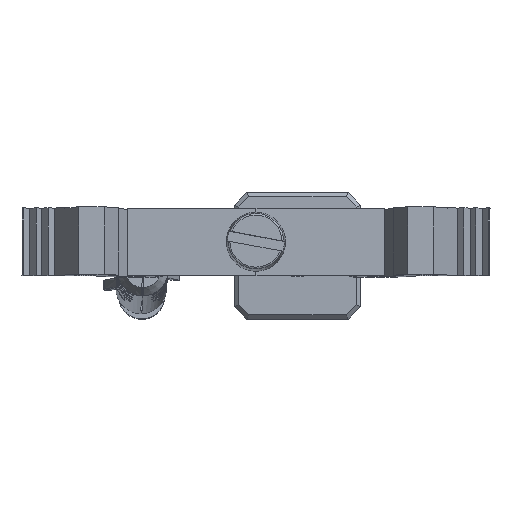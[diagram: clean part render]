
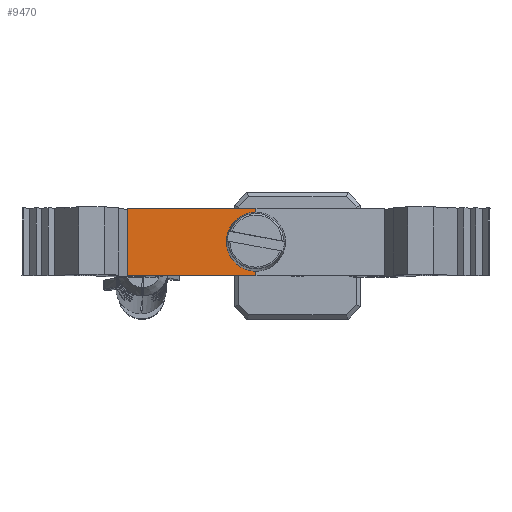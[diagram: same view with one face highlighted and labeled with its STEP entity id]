
A CAD part, front view. The second image highlights one B-rep face of the part: STEP entity #9470.
In plain terms, the highlighted face is planar.
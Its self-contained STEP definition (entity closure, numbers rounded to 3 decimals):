
#1131 = CARTESIAN_POINT ( 'NONE',  ( 0., 0., -2. ) ) ;
#1153 = CARTESIAN_POINT ( 'NONE',  ( -15.241, -0.005, -4. ) ) ;
#1204 = CARTESIAN_POINT ( 'NONE',  ( 0.006, 0., -2. ) ) ;
#1337 = LINE ( 'NONE', #21290, #9436 ) ;
#1575 = VERTEX_POINT ( 'NONE', #17679 ) ;
#1695 = LINE ( 'NONE', #5584, #8490 ) ;
#1865 = DIRECTION ( 'NONE',  ( 0., 1., 0. ) ) ;
#2966 = EDGE_CURVE ( 'NONE', #1575, #15980, #14475, .T. ) ;
#3637 = CARTESIAN_POINT ( 'NONE',  ( 0.009, 0., 4. ) ) ;
#4556 = CARTESIAN_POINT ( 'NONE',  ( -4., -0.001, -2. ) ) ;
#5567 = CARTESIAN_POINT ( 'NONE',  ( 0.003, 0., -2. ) ) ;
#5584 = CARTESIAN_POINT ( 'NONE',  ( 0.009, 0., 4. ) ) ;
#7957 = ORIENTED_EDGE ( 'NONE', *, *, #24636, .T. ) ;
#7975 = PLANE ( 'NONE',  #23988 ) ;
#8108 = DIRECTION ( 'NONE',  ( 0., 0., -1. ) ) ;
#8490 = VECTOR ( 'NONE', #18348, 1000. ) ;
#8597 = EDGE_CURVE ( 'NONE', #19745, #25353, #13578, .T. ) ;
#8828 = CARTESIAN_POINT ( 'NONE',  ( 0., 0., 2. ) ) ;
#8871 = VECTOR ( 'NONE', #24594, 1000. ) ;
#9436 = VECTOR ( 'NONE', #12718, 1000. ) ;
#9470 = ADVANCED_FACE ( 'NONE', ( #20901 ), #7975, .F. ) ;
#9993 = CARTESIAN_POINT ( 'NONE',  ( 0.006, 0., 2. ) ) ;
#10983 = CARTESIAN_POINT ( 'NONE',  ( -4., -0.001, 2. ) ) ;
#11106 = CARTESIAN_POINT ( 'NONE',  ( 0.009, 0., 4. ) ) ;
#11529 = VERTEX_POINT ( 'NONE', #13757 ) ;
#12240 = EDGE_CURVE ( 'NONE', #11529, #26415, #15360, .T. ) ;
#12268 = CARTESIAN_POINT ( 'NONE',  ( 0.003, 0., 2. ) ) ;
#12319 = ORIENTED_EDGE ( 'NONE', *, *, #22723, .F. ) ;
#12361 = CARTESIAN_POINT ( 'NONE',  ( 0.009, 0., 2. ) ) ;
#12653 = CARTESIAN_POINT ( 'NONE',  ( 0.009, 0., 4. ) ) ;
#12718 = DIRECTION ( 'NONE',  ( 1., 0., 0. ) ) ;
#13286 =( BOUNDED_CURVE ( )  B_SPLINE_CURVE ( 3, ( #25943, #4556, #10983, #8828 ),
 .UNSPECIFIED., .F., .F. ) 
 B_SPLINE_CURVE_WITH_KNOTS ( ( 4, 4 ),
 ( 1.571, 4.712 ),
 .UNSPECIFIED. ) 
 CURVE ( )  GEOMETRIC_REPRESENTATION_ITEM ( )  RATIONAL_B_SPLINE_CURVE ( ( 1., 0.333, 0.333, 1. ) ) 
 REPRESENTATION_ITEM ( '' )  );
#13578 = LINE ( 'NONE', #11106, #20611 ) ;
#13757 = CARTESIAN_POINT ( 'NONE',  ( 0.009, 0., -2. ) ) ;
#14475 =( BOUNDED_CURVE ( )  B_SPLINE_CURVE ( 3, ( #18729, #12268, #9993, #12361 ),
 .UNSPECIFIED., .F., .F. ) 
 B_SPLINE_CURVE_WITH_KNOTS ( ( 4, 4 ),
 ( 4.712, 4.717 ),
 .UNSPECIFIED. ) 
 CURVE ( )  GEOMETRIC_REPRESENTATION_ITEM ( )  RATIONAL_B_SPLINE_CURVE ( ( 1., 1., 1., 1. ) ) 
 REPRESENTATION_ITEM ( '' )  );
#14559 = LINE ( 'NONE', #19586, #8871 ) ;
#15127 = DIRECTION ( 'NONE',  ( 1., 0., 0. ) ) ;
#15295 = CARTESIAN_POINT ( 'NONE',  ( 0.009, 0., 2. ) ) ;
#15311 = EDGE_CURVE ( 'NONE', #11529, #26151, #21018, .T. ) ;
#15360 = LINE ( 'NONE', #3637, #20380 ) ;
#15980 = VERTEX_POINT ( 'NONE', #15295 ) ;
#16953 = DIRECTION ( 'NONE',  ( -1., 0., 0. ) ) ;
#17679 = CARTESIAN_POINT ( 'NONE',  ( 0., 0., 2. ) ) ;
#17989 = ORIENTED_EDGE ( 'NONE', *, *, #8597, .F. ) ;
#18098 = EDGE_CURVE ( 'NONE', #19745, #23392, #14559, .T. ) ;
#18348 = DIRECTION ( 'NONE',  ( 0., 0., -1. ) ) ;
#18642 = ORIENTED_EDGE ( 'NONE', *, *, #12240, .F. ) ;
#18729 = CARTESIAN_POINT ( 'NONE',  ( 0., 0., 2. ) ) ;
#19313 = ORIENTED_EDGE ( 'NONE', *, *, #18098, .T. ) ;
#19385 = ORIENTED_EDGE ( 'NONE', *, *, #2966, .T. ) ;
#19586 = CARTESIAN_POINT ( 'NONE',  ( -15.241, -0.005, 4. ) ) ;
#19745 = VERTEX_POINT ( 'NONE', #27705 ) ;
#19842 = CARTESIAN_POINT ( 'NONE',  ( 0.009, 0., -4. ) ) ;
#20380 = VECTOR ( 'NONE', #8108, 1000. ) ;
#20485 = ORIENTED_EDGE ( 'NONE', *, *, #15311, .T. ) ;
#20611 = VECTOR ( 'NONE', #15127, 1000. ) ;
#20836 = CARTESIAN_POINT ( 'NONE',  ( 0.009, 0., 4. ) ) ;
#20901 = FACE_OUTER_BOUND ( 'NONE', #24629, .T. ) ;
#21018 =( BOUNDED_CURVE ( )  B_SPLINE_CURVE ( 3, ( #27034, #1204, #5567, #22751 ),
 .UNSPECIFIED., .F., .F. ) 
 B_SPLINE_CURVE_WITH_KNOTS ( ( 4, 4 ),
 ( 1.566, 1.571 ),
 .UNSPECIFIED. ) 
 CURVE ( )  GEOMETRIC_REPRESENTATION_ITEM ( )  RATIONAL_B_SPLINE_CURVE ( ( 1., 1., 1., 1. ) ) 
 REPRESENTATION_ITEM ( '' )  );
#21290 = CARTESIAN_POINT ( 'NONE',  ( 0.009, 0., -4. ) ) ;
#22723 = EDGE_CURVE ( 'NONE', #25353, #15980, #1695, .T. ) ;
#22751 = CARTESIAN_POINT ( 'NONE',  ( 0., 0., -2. ) ) ;
#23392 = VERTEX_POINT ( 'NONE', #1153 ) ;
#23988 = AXIS2_PLACEMENT_3D ( 'NONE', #12653, #1865, #16953 ) ;
#24594 = DIRECTION ( 'NONE',  ( 0., 0., -1. ) ) ;
#24629 = EDGE_LOOP ( 'NONE', ( #18642, #20485, #25436, #19385, #12319, #17989, #19313, #7957 ) ) ;
#24636 = EDGE_CURVE ( 'NONE', #23392, #26415, #1337, .T. ) ;
#25353 = VERTEX_POINT ( 'NONE', #20836 ) ;
#25436 = ORIENTED_EDGE ( 'NONE', *, *, #27871, .T. ) ;
#25943 = CARTESIAN_POINT ( 'NONE',  ( 0., 0., -2. ) ) ;
#26151 = VERTEX_POINT ( 'NONE', #1131 ) ;
#26415 = VERTEX_POINT ( 'NONE', #19842 ) ;
#27034 = CARTESIAN_POINT ( 'NONE',  ( 0.009, 0., -2. ) ) ;
#27705 = CARTESIAN_POINT ( 'NONE',  ( -15.241, -0.005, 4. ) ) ;
#27871 = EDGE_CURVE ( 'NONE', #26151, #1575, #13286, .T. ) ;
